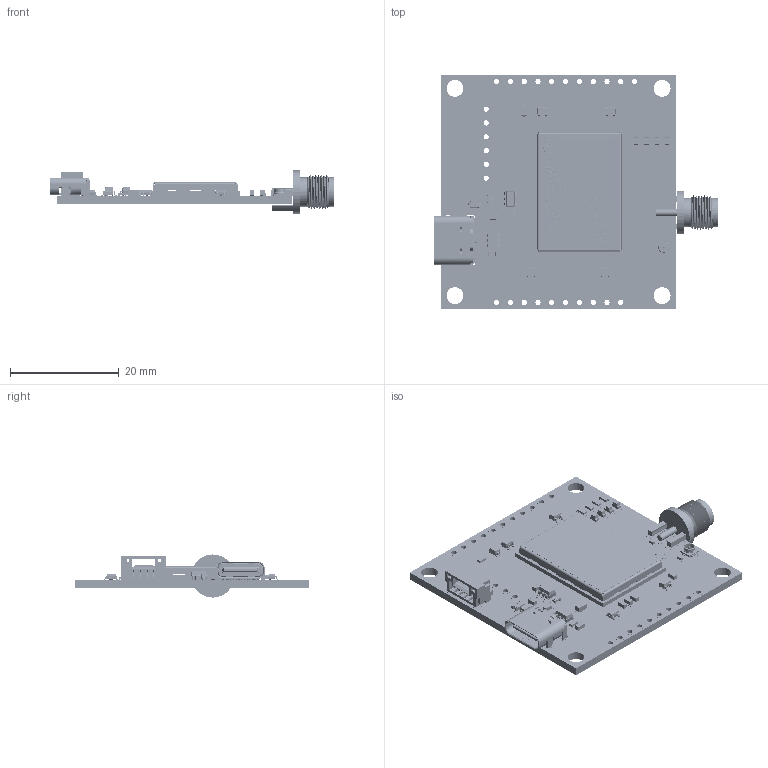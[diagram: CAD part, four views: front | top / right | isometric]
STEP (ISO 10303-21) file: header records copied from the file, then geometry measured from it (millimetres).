
FILE_DESCRIPTION(('KiCad electronic assembly'),'2;1');
FILE_NAME('SparkFun_GNSS_mosaic-G5_P3.step','2025-10-30T11:06:54',( 'Pcbnew'),('Kicad'),'Open CASCADE STEP processor 7.9', 'KiCad to STEP converter','Unknown');
FILE_SCHEMA(('AUTOMOTIVE_DESIGN { 1 0 10303 214 1 1 1 1 }'));
Length unit declared in the file: millimetre
Products named in the file (34): SparkFun_GNSS_mosaic-G5_P3 1; SOT-353_SC-70-5; LED_0603_1608Metric_Yellow; R_0603_1608Metric; C_0603_1608Metric; USB-C_16; USB4105GFA_USB4105GFA; D_SOD-323; JST_SMD_1.25mm-4_Locking; LED_0603_1608Metric_Red; LED_0603_1608Metric_White; C_0402_1005Metric; SMA-Edge; Surface 6; Surface 5; Surface 4; Surface 3; Surface 2; Surface 1; Choke_100MHz_USB_RFCMF1220100M4T; SOT-23-5; U.FL; Fuse_0805_2012Metric; SOT-23-6; LED_0603_1608Metric_Blue; Septentrio_mosaic-G5; PAR-00001479; ASM-00000311_All components <1>; PAR-00000856; PAR-00001478; SparkFun_GNSS_mosaic-G5_P3_pad; SparkFun_GNSS_mosaic-G5_P3_silkscreen; SparkFun_GNSS_mosaic-G5_P3_soldermask; SparkFun_GNSS_mosaic-G5_P3_PCB
Assembly tree (52 placements, depth 4):
  SparkFun_GNSS_mosaic-G5_P3 1
    SOT-353_SC-70-5  x4
    LED_0603_1608Metric_Yellow
    R_0603_1608Metric  x8
    C_0603_1608Metric  x8
    USB-C_16
      USB4105GFA_USB4105GFA
    D_SOD-323  x2
    JST_SMD_1.25mm-4_Locking
    LED_0603_1608Metric_Red
    LED_0603_1608Metric_White
    C_0402_1005Metric  x2
    SMA-Edge
      Surface 6
      Surface 5
      Surface 4
      Surface 3
      Surface 2
      Surface 1
    Choke_100MHz_USB_RFCMF1220100M4T
    SOT-23-5
    U.FL
    Fuse_0805_2012Metric
    SOT-23-6
    LED_0603_1608Metric_Blue
    Septentrio_mosaic-G5
      PAR-00001479
      ASM-00000311_All components <1>
        PAR-00000856
        PAR-00001478
    SparkFun_GNSS_mosaic-G5_P3_pad
    SparkFun_GNSS_mosaic-G5_P3_silkscreen
    SparkFun_GNSS_mosaic-G5_P3_soldermask
    SparkFun_GNSS_mosaic-G5_P3_PCB
Bounding box: 52.37 x 43.18 x 7.93 mm (x, y, z)
Volume: 3399 mm3; surface area: 12705.7 mm2
Topology: 419 solids, 770 shells, 5875 faces, 28173 edges, 23566 vertices
Faces by surface type: plane 4132, cylinder 1423, bspline 243, cone 76, sphere 1
Full cylindrical faces by diameter (mm): 0.4 x1, 0.5 x4, 0.65 x2, 0.966 x81, 1.016 x59, 1.25 x1, 1.27 x1, 1.3 x1, 1.8 x1, 1.88 x54, 1.92 x1, 2 x2, 3.1 x4, 4.072 x1, 4.572 x1, 5.35 x2, 7.93 x1
Entity records: 278566 total; most frequent: CARTESIAN_POINT 59469, DIRECTION 40094, ORIENTED_EDGE 38115, EDGE_CURVE 26208, VERTEX_POINT 22332, LINE 21220, VECTOR 21220, AXIS2_PLACEMENT_3D 9437
